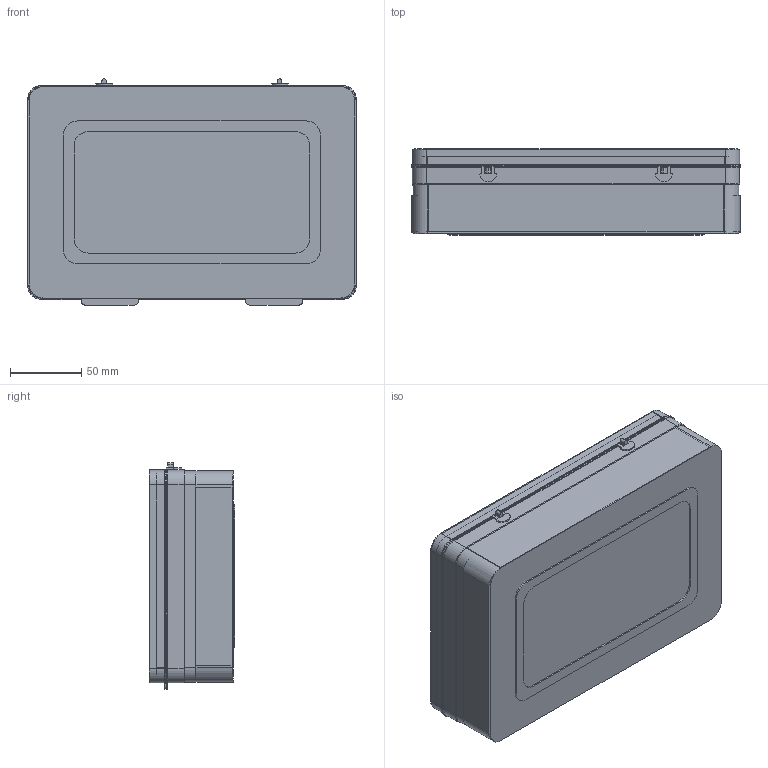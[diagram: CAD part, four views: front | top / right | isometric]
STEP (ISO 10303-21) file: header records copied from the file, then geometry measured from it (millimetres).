
FILE_DESCRIPTION (( 'STEP AP214' ), '1' );
FILE_NAME ('Sample_Holder.STEP', '2017-08-19T06:37:13', ( 'Sidh Singh' ), ( '' ), 'SwSTEP 2.0', 'SolidWorks 2012', '' );
FILE_SCHEMA (( 'AUTOMOTIVE_DESIGN' ));
Length unit declared in the file: millimetre
Products named in the file (6): Sample_Holder; STD-20131122-1747; STD-20131123-1204; STD-20131123-1232; STD-20131123-1214; XPL-20131122-1728
Assembly tree (6 placements, depth 3):
  Sample_Holder
    STD-20131123-1214
      STD-20131122-1747
      STD-20131123-1204
      STD-20131123-1232  x2
    XPL-20131122-1728
Bounding box: 230.3 x 60 x 158.5 mm (x, y, z)
Volume: 901511.5 mm3; surface area: 329579.6 mm2
Topology: 5 solids, 5 shells, 241 faces, 640 edges, 420 vertices
Faces by surface type: plane 133, cylinder 104, torus 4
Entity records: 7313 total; most frequent: DIRECTION 1277, CARTESIAN_POINT 1231, ORIENTED_EDGE 1202, EDGE_CURVE 601, AXIS2_PLACEMENT_3D 440, LINE 397, VECTOR 397, VERTEX_POINT 394
